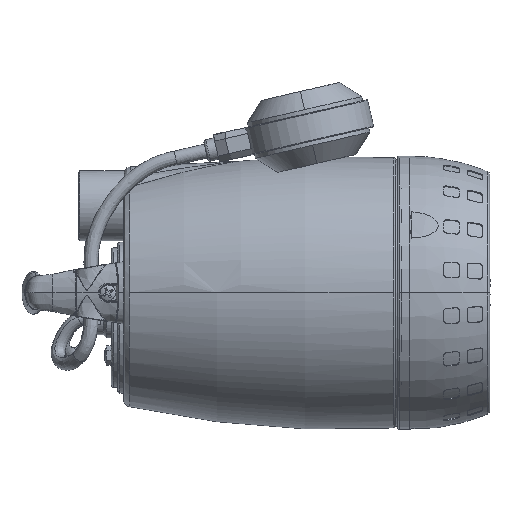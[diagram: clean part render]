
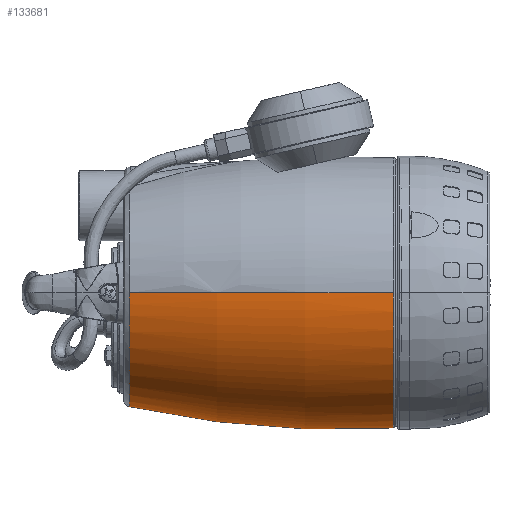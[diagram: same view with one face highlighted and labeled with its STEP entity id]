
A CAD part, left-side view. The second image highlights one B-rep face of the part: STEP entity #133681.
In plain terms, the highlighted toroidal (fillet/blend) face has major radius 543.008 mm and minor radius 631.008 mm.
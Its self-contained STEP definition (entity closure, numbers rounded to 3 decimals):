
#419 = CARTESIAN_POINT ( 'NONE',  ( 18.77, -70.991, -3.771 ) ) ;
#2533 = B_SPLINE_CURVE_WITH_KNOTS ( 'NONE', 3,
 ( #64191, #172521, #72774, #92576, #175903, #133785, #32430, #130419, #102947, #171610, #22055, #156082, #22949 ),
 .UNSPECIFIED., .F., .F.,
 ( 4, 1, 1, 1, 1, 1, 1, 1, 1, 1, 4 ),
 ( 0.5, 0.562, 0.625, 0.687, 0.75, 0.781, 0.812, 0.844, 0.875, 0.938, 1. ),
 .UNSPECIFIED. ) ;
#3310 = CARTESIAN_POINT ( 'NONE',  ( -48.435, -72.489, -173.769 ) ) ;
#3519 = B_SPLINE_CURVE_WITH_KNOTS ( 'NONE', 3,
 ( #104951, #160803, #35358, #21603, #128821, #3310, #59238, #170934, #143460, #101336, #31722, #17974, #4209 ),
 .UNSPECIFIED., .F., .F.,
 ( 4, 1, 1, 1, 1, 1, 1, 1, 1, 1, 4 ),
 ( 0., 0.062, 0.125, 0.156, 0.188, 0.219, 0.25, 0.313, 0.375, 0.438, 0.5 ),
 .UNSPECIFIED. ) ;
#4209 = CARTESIAN_POINT ( 'NONE',  ( -87.041, 0., -173.769 ) ) ;
#5720 = CARTESIAN_POINT ( 'NONE',  ( -46.875, -56.877, -3.771 ) ) ;
#11345 = CARTESIAN_POINT ( 'NONE',  ( 87.041, 0., -173.769 ) ) ;
#13266 = CARTESIAN_POINT ( 'NONE',  ( 63.335, -37.695, -3.771 ) ) ;
#14400 = VERTEX_POINT ( 'NONE', #144345 ) ;
#15693 = ORIENTED_EDGE ( 'NONE', *, *, #110767, .F. ) ;
#17974 = CARTESIAN_POINT ( 'NONE',  ( -87.041, -5.697, -173.769 ) ) ;
#19974 = AXIS2_PLACEMENT_3D ( 'NONE', #49177, #69248, #82103 ) ;
#21603 = CARTESIAN_POINT ( 'NONE',  ( -30.793, -81.761, -173.769 ) ) ;
#22055 = CARTESIAN_POINT ( 'NONE',  ( 17.093, -85.92, -173.769 ) ) ;
#22818 = FACE_OUTER_BOUND ( 'NONE', #71414, .T. ) ;
#22949 = CARTESIAN_POINT ( 'NONE',  ( 0., -87.041, -173.769 ) ) ;
#24405 = AXIS2_PLACEMENT_3D ( 'NONE', #146496, #120830, #36571 ) ;
#26145 = CARTESIAN_POINT ( 'NONE',  ( 26.818, -68.488, -3.771 ) ) ;
#27058 = CARTESIAN_POINT ( 'NONE',  ( 4.208, -73.34, -3.771 ) ) ;
#28044 = CARTESIAN_POINT ( 'NONE',  ( -55.933, -47.996, -3.771 ) ) ;
#28952 = CARTESIAN_POINT ( 'NONE',  ( -73.293, -5.185, -3.771 ) ) ;
#29861 = CARTESIAN_POINT ( 'NONE',  ( -10.538, -72.793, -3.771 ) ) ;
#31722 = CARTESIAN_POINT ( 'NONE',  ( -85.919, -17.09, -173.769 ) ) ;
#31726 = EDGE_CURVE ( 'NONE', #46607, #14400, #113382, .T. ) ;
#32430 = CARTESIAN_POINT ( 'NONE',  ( 55.308, -67.392, -173.769 ) ) ;
#35358 = CARTESIAN_POINT ( 'NONE',  ( -17.093, -85.92, -173.769 ) ) ;
#36571 = DIRECTION ( 'NONE',  ( -1., 0., 0. ) ) ;
#42568 = ORIENTED_EDGE ( 'NONE', *, *, #173017, .F. ) ;
#46607 = VERTEX_POINT ( 'NONE', #80885 ) ;
#47566 = AXIS2_PLACEMENT_3D ( 'NONE', #80210, #107656, #52695 ) ;
#48019 = VERTEX_POINT ( 'NONE', #113905 ) ;
#49177 = CARTESIAN_POINT ( 'NONE',  ( -543.008, 0., -139. ) ) ;
#49735 = ORIENTED_EDGE ( 'NONE', *, *, #73853, .F. ) ;
#52695 = DIRECTION ( 'NONE',  ( 0., 0., -1. ) ) ;
#55445 = CARTESIAN_POINT ( 'NONE',  ( 73.34, -0.486, -3.771 ) ) ;
#58158 = CARTESIAN_POINT ( 'NONE',  ( 73.34, 0., -3.771 ) ) ;
#59238 = CARTESIAN_POINT ( 'NONE',  ( -55.308, -67.392, -173.769 ) ) ;
#61919 = ORIENTED_EDGE ( 'NONE', *, *, #31726, .F. ) ;
#64191 = CARTESIAN_POINT ( 'NONE',  ( 87.041, 0., -173.769 ) ) ;
#69200 = CARTESIAN_POINT ( 'NONE',  ( 73.293, -5.185, -3.771 ) ) ;
#69248 = DIRECTION ( 'NONE',  ( 0., 1., 0. ) ) ;
#70196 = CARTESIAN_POINT ( 'NONE',  ( -26.818, -68.488, -3.771 ) ) ;
#71027 = CARTESIAN_POINT ( 'NONE',  ( 68.86, -26.276, -3.771 ) ) ;
#71414 = EDGE_LOOP ( 'NONE', ( #169522, #61919, #42568, #86771, #15693, #49735 ) ) ;
#72774 = CARTESIAN_POINT ( 'NONE',  ( 85.919, -17.09, -173.769 ) ) ;
#73853 = EDGE_CURVE ( 'NONE', #104451, #48019, #2533, .T. ) ;
#78697 = CARTESIAN_POINT ( 'NONE',  ( -87.041, 0., -173.769 ) ) ;
#80210 = CARTESIAN_POINT ( 'NONE',  ( 543.008, 0., -139. ) ) ;
#80885 = CARTESIAN_POINT ( 'NONE',  ( 0., -73.34, -3.771 ) ) ;
#81327 = VERTEX_POINT ( 'NONE', #163331 ) ;
#82103 = DIRECTION ( 'NONE',  ( 0., 0., 1. ) ) ;
#84843 = CARTESIAN_POINT ( 'NONE',  ( -36.429, -64.072, -3.771 ) ) ;
#86771 = ORIENTED_EDGE ( 'NONE', *, *, #89464, .T. ) ;
#89131 = CARTESIAN_POINT ( 'NONE',  ( -68.86, -26.276, -3.771 ) ) ;
#89464 = EDGE_CURVE ( 'NONE', #81327, #112807, #167432, .T. ) ;
#92576 = CARTESIAN_POINT ( 'NONE',  ( 80.934, -33.524, -173.769 ) ) ;
#101336 = CARTESIAN_POINT ( 'NONE',  ( -80.934, -33.524, -173.769 ) ) ;
#102947 = CARTESIAN_POINT ( 'NONE',  ( 41.097, -76.887, -173.769 ) ) ;
#103756 = CARTESIAN_POINT ( 'NONE',  ( 0., -73.34, -3.771 ) ) ;
#104451 = VERTEX_POINT ( 'NONE', #11345 ) ;
#104951 = CARTESIAN_POINT ( 'NONE',  ( 0., -87.041, -173.769 ) ) ;
#107656 = DIRECTION ( 'NONE',  ( 0., -1., 0. ) ) ;
#110767 = EDGE_CURVE ( 'NONE', #48019, #112807, #3519, .T. ) ;
#112807 = VERTEX_POINT ( 'NONE', #78697 ) ;
#113213 = CARTESIAN_POINT ( 'NONE',  ( -63.335, -37.695, -3.771 ) ) ;
#113382 = B_SPLINE_CURVE_WITH_KNOTS ( 'NONE', 3,
 ( #152511, #27058, #127748, #419, #26145, #153406, #139676, #138783, #13266, #71027, #140594, #69200, #55445, #58158 ),
 .UNSPECIFIED., .F., .F.,
 ( 4, 1, 1, 1, 1, 1, 1, 1, 1, 1, 1, 4 ),
 ( 0., 0.062, 0.094, 0.125, 0.188, 0.25, 0.313, 0.375, 0.438, 0.5, 0.562, 0.57 ),
 .UNSPECIFIED. ) ;
#113905 = CARTESIAN_POINT ( 'NONE',  ( 0., -87.041, -173.769 ) ) ;
#114115 = CARTESIAN_POINT ( 'NONE',  ( -73.34, 0., -3.771 ) ) ;
#120830 = DIRECTION ( 'NONE',  ( 0., 0., -1. ) ) ;
#126945 = CARTESIAN_POINT ( 'NONE',  ( -73.34, -0.486, -3.771 ) ) ;
#127748 = CARTESIAN_POINT ( 'NONE',  ( 10.538, -72.793, -3.771 ) ) ;
#128821 = CARTESIAN_POINT ( 'NONE',  ( -41.097, -76.887, -173.769 ) ) ;
#130419 = CARTESIAN_POINT ( 'NONE',  ( 48.435, -72.489, -173.769 ) ) ;
#133681 = ADVANCED_FACE ( 'NONE', ( #22818 ), #153175, .T. ) ;
#133785 = CARTESIAN_POINT ( 'NONE',  ( 63.753, -59.738, -173.769 ) ) ;
#136034 = B_SPLINE_CURVE_WITH_KNOTS ( 'NONE', 3,
 ( #114115, #126945, #28952, #153496, #89131, #113213, #28044, #5720, #84843, #70196, #169049, #29861, #145870, #103756 ),
 .UNSPECIFIED., .F., .F.,
 ( 4, 1, 1, 1, 1, 1, 1, 1, 1, 1, 1, 4 ),
 ( 0.43, 0.438, 0.5, 0.562, 0.625, 0.687, 0.75, 0.812, 0.875, 0.906, 0.938, 1. ),
 .UNSPECIFIED. ) ;
#138783 = CARTESIAN_POINT ( 'NONE',  ( 55.933, -47.996, -3.771 ) ) ;
#139676 = CARTESIAN_POINT ( 'NONE',  ( 46.875, -56.877, -3.771 ) ) ;
#140594 = CARTESIAN_POINT ( 'NONE',  ( 72.346, -14.079, -3.771 ) ) ;
#143460 = CARTESIAN_POINT ( 'NONE',  ( -72.84, -48.668, -173.769 ) ) ;
#144345 = CARTESIAN_POINT ( 'NONE',  ( 73.34, 0., -3.771 ) ) ;
#145870 = CARTESIAN_POINT ( 'NONE',  ( -4.208, -73.34, -3.771 ) ) ;
#146496 = CARTESIAN_POINT ( 'NONE',  ( 0., 0., -139. ) ) ;
#152511 = CARTESIAN_POINT ( 'NONE',  ( 0., -73.34, -3.771 ) ) ;
#153175 = TOROIDAL_SURFACE ( 'NONE', #24405, -543.008, 631.008 ) ;
#153406 = CARTESIAN_POINT ( 'NONE',  ( 36.429, -64.072, -3.771 ) ) ;
#153496 = CARTESIAN_POINT ( 'NONE',  ( -72.346, -14.079, -3.771 ) ) ;
#153692 = EDGE_CURVE ( 'NONE', #14400, #104451, #177920, .T. ) ;
#156082 = CARTESIAN_POINT ( 'NONE',  ( 5.688, -87.041, -173.769 ) ) ;
#160803 = CARTESIAN_POINT ( 'NONE',  ( -5.688, -87.041, -173.769 ) ) ;
#163331 = CARTESIAN_POINT ( 'NONE',  ( -73.34, 0., -3.771 ) ) ;
#167432 = CIRCLE ( 'NONE', #47566, 631.008 ) ;
#169049 = CARTESIAN_POINT ( 'NONE',  ( -18.77, -70.991, -3.771 ) ) ;
#169522 = ORIENTED_EDGE ( 'NONE', *, *, #153692, .F. ) ;
#170934 = CARTESIAN_POINT ( 'NONE',  ( -63.753, -59.738, -173.769 ) ) ;
#171610 = CARTESIAN_POINT ( 'NONE',  ( 30.793, -81.761, -173.769 ) ) ;
#172521 = CARTESIAN_POINT ( 'NONE',  ( 87.041, -5.697, -173.769 ) ) ;
#173017 = EDGE_CURVE ( 'NONE', #81327, #46607, #136034, .T. ) ;
#175903 = CARTESIAN_POINT ( 'NONE',  ( 72.84, -48.668, -173.769 ) ) ;
#177920 = CIRCLE ( 'NONE', #19974, 631.008 ) ;
